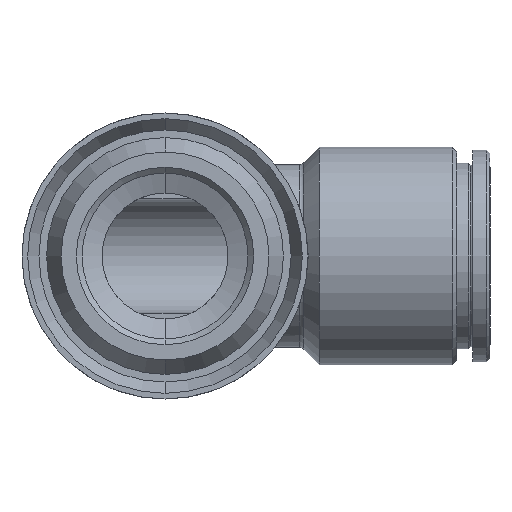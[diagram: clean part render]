
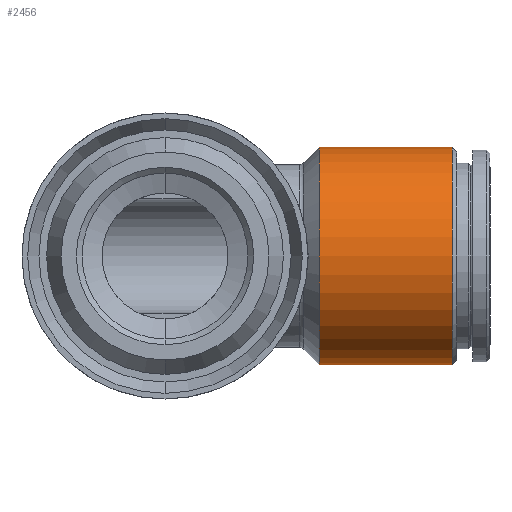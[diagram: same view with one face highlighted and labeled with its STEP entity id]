
A CAD part, front view. The second image highlights one B-rep face of the part: STEP entity #2456.
In plain terms, the highlighted cylindrical face has radius 9.5 mm (diameter 19 mm), a partial arc.
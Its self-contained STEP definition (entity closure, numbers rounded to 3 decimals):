
#886 = VERTEX_POINT ( 'NONE', #3388 ) ;
#915 = EDGE_CURVE ( 'NONE', #886, #934, #3401, .T. ) ;
#934 = VERTEX_POINT ( 'NONE', #3448 ) ;
#1020 = VERTEX_POINT ( 'NONE', #3522 ) ;
#1209 = VERTEX_POINT ( 'NONE', #3843 ) ;
#1218 = EDGE_CURVE ( 'NONE', #1020, #1209, #3928, .T. ) ;
#2392 = EDGE_CURVE ( 'NONE', #934, #1209, #2999, .T. ) ;
#2426 = ORIENTED_EDGE ( 'NONE', *, *, #915, .T. ) ;
#2453 = EDGE_CURVE ( 'NONE', #1020, #886, #2863, .T. ) ;
#2456 = ADVANCED_FACE ( 'NONE', ( #2965 ), #2964, .T. ) ;
#2457 = ORIENTED_EDGE ( 'NONE', *, *, #1218, .F. ) ;
#2476 = EDGE_LOOP ( 'NONE', ( #2457, #2486, #2426, #2624 ) ) ;
#2486 = ORIENTED_EDGE ( 'NONE', *, *, #2453, .T. ) ;
#2624 = ORIENTED_EDGE ( 'NONE', *, *, #2392, .T. ) ;
#2836 = AXIS2_PLACEMENT_3D ( 'NONE', #2927, #2932, #2931 ) ;
#2862 = CARTESIAN_POINT ( 'NONE',  ( 25.1, 0., 0. ) ) ;
#2863 = CIRCLE ( 'NONE', #2981, 9.5 ) ;
#2927 = CARTESIAN_POINT ( 'NONE',  ( 13.5, 0., 0. ) ) ;
#2931 = DIRECTION ( 'NONE',  ( 0., 0., -1. ) ) ;
#2932 = DIRECTION ( 'NONE',  ( 1., 0., 0. ) ) ;
#2964 = CYLINDRICAL_SURFACE ( 'NONE', #3008, 9.5 ) ;
#2965 = FACE_OUTER_BOUND ( 'NONE', #2476, .T. ) ;
#2979 = DIRECTION ( 'NONE',  ( 0., 0., 1. ) ) ;
#2980 = DIRECTION ( 'NONE',  ( -1., 0., 0. ) ) ;
#2981 = AXIS2_PLACEMENT_3D ( 'NONE', #2862, #2980, #2979 ) ;
#2998 = DIRECTION ( 'NONE',  ( 0., 0., 1. ) ) ;
#2999 = CIRCLE ( 'NONE', #2836, 9.5 ) ;
#3008 = AXIS2_PLACEMENT_3D ( 'NONE', #3011, #3010, #2998 ) ;
#3010 = DIRECTION ( 'NONE',  ( -1., 0., 0. ) ) ;
#3011 = CARTESIAN_POINT ( 'NONE',  ( 0., 0., 0. ) ) ;
#3388 = CARTESIAN_POINT ( 'NONE',  ( 25.1, 0., 9.5 ) ) ;
#3398 = DIRECTION ( 'NONE',  ( -1., 0., 0. ) ) ;
#3399 = VECTOR ( 'NONE', #3398, 1000. ) ;
#3400 = CARTESIAN_POINT ( 'NONE',  ( 0., 0., 9.5 ) ) ;
#3401 = LINE ( 'NONE', #3400, #3399 ) ;
#3448 = CARTESIAN_POINT ( 'NONE',  ( 13.5, 0., 9.5 ) ) ;
#3522 = CARTESIAN_POINT ( 'NONE',  ( 25.1, 0., -9.5 ) ) ;
#3843 = CARTESIAN_POINT ( 'NONE',  ( 13.5, 0., -9.5 ) ) ;
#3925 = DIRECTION ( 'NONE',  ( -1., 0., 0. ) ) ;
#3926 = VECTOR ( 'NONE', #3925, 1000. ) ;
#3927 = CARTESIAN_POINT ( 'NONE',  ( 0., 0., -9.5 ) ) ;
#3928 = LINE ( 'NONE', #3927, #3926 ) ;
